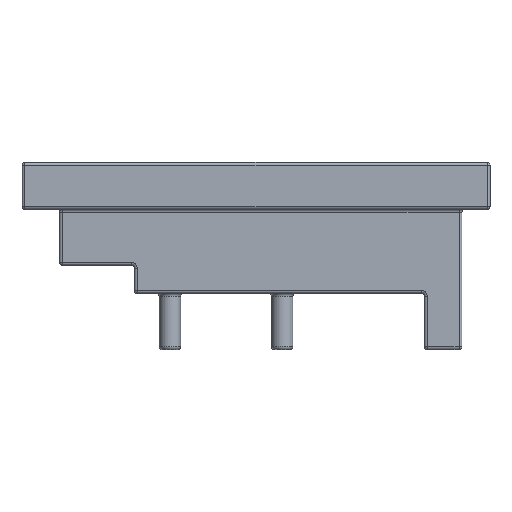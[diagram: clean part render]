
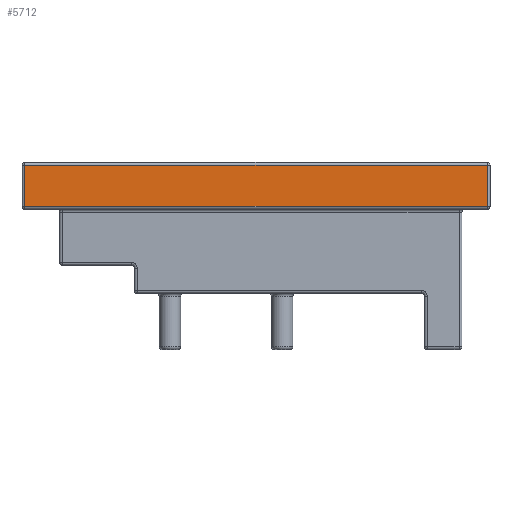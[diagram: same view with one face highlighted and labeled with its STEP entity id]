
A CAD part, front view. The second image highlights one B-rep face of the part: STEP entity #5712.
In plain terms, the highlighted planar face has unit normal (0, -1, 0).
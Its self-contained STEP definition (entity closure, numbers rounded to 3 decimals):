
#1320 = CYLINDRICAL_SURFACE('',#1321,0.3);
#1321 = AXIS2_PLACEMENT_3D('',#1322,#1323,#1324);
#1322 = CARTESIAN_POINT('',(0.3,-32.2,27.5));
#1323 = DIRECTION('',(0.,0.,1.));
#1324 = DIRECTION('',(-1.,0.,0.));
#1532 = CYLINDRICAL_SURFACE('',#1533,0.3);
#1533 = AXIS2_PLACEMENT_3D('',#1534,#1535,#1536);
#1534 = CARTESIAN_POINT('',(50.,-32.2,32.2));
#1535 = DIRECTION('',(-1.,0.,0.));
#1536 = DIRECTION('',(0.,0.,1.));
#2935 = VERTEX_POINT('',#2936);
#2936 = CARTESIAN_POINT('',(0.3,-32.5,27.8));
#2961 = EDGE_CURVE('',#2935,#2962,#2964,.T.);
#2962 = VERTEX_POINT('',#2963);
#2963 = CARTESIAN_POINT('',(0.3,-32.5,32.2));
#2964 = SURFACE_CURVE('',#2965,(#2969,#2976),.PCURVE_S1.);
#2965 = LINE('',#2966,#2967);
#2966 = CARTESIAN_POINT('',(0.3,-32.5,27.5));
#2967 = VECTOR('',#2968,1.);
#2968 = DIRECTION('',(0.,0.,1.));
#2969 = PCURVE('',#1320,#2970);
#2970 = DEFINITIONAL_REPRESENTATION('',(#2971),#2975);
#2971 = LINE('',#2972,#2973);
#2972 = CARTESIAN_POINT('',(1.571,0.));
#2973 = VECTOR('',#2974,1.);
#2974 = DIRECTION('',(0.,1.));
#2975 = ( GEOMETRIC_REPRESENTATION_CONTEXT(2) 
PARAMETRIC_REPRESENTATION_CONTEXT() REPRESENTATION_CONTEXT('2D SPACE',''
  ) );
#2976 = PCURVE('',#2977,#2982);
#2977 = PLANE('',#2978);
#2978 = AXIS2_PLACEMENT_3D('',#2979,#2980,#2981);
#2979 = CARTESIAN_POINT('',(50.,-32.5,12.5));
#2980 = DIRECTION('',(0.,-1.,0.));
#2981 = DIRECTION('',(-1.,0.,0.));
#2982 = DEFINITIONAL_REPRESENTATION('',(#2983),#2987);
#2983 = LINE('',#2984,#2985);
#2984 = CARTESIAN_POINT('',(49.7,-15.));
#2985 = VECTOR('',#2986,1.);
#2986 = DIRECTION('',(0.,-1.));
#2987 = ( GEOMETRIC_REPRESENTATION_CONTEXT(2) 
PARAMETRIC_REPRESENTATION_CONTEXT() REPRESENTATION_CONTEXT('2D SPACE',''
  ) );
#3411 = VERTEX_POINT('',#3412);
#3412 = CARTESIAN_POINT('',(49.7,-32.5,32.2));
#3437 = EDGE_CURVE('',#3411,#2962,#3438,.T.);
#3438 = SURFACE_CURVE('',#3439,(#3443,#3450),.PCURVE_S1.);
#3439 = LINE('',#3440,#3441);
#3440 = CARTESIAN_POINT('',(50.,-32.5,32.2));
#3441 = VECTOR('',#3442,1.);
#3442 = DIRECTION('',(-1.,0.,0.));
#3443 = PCURVE('',#1532,#3444);
#3444 = DEFINITIONAL_REPRESENTATION('',(#3445),#3449);
#3445 = LINE('',#3446,#3447);
#3446 = CARTESIAN_POINT('',(-1.571,0.));
#3447 = VECTOR('',#3448,1.);
#3448 = DIRECTION('',(-0.,1.));
#3449 = ( GEOMETRIC_REPRESENTATION_CONTEXT(2) 
PARAMETRIC_REPRESENTATION_CONTEXT() REPRESENTATION_CONTEXT('2D SPACE',''
  ) );
#3450 = PCURVE('',#2977,#3451);
#3451 = DEFINITIONAL_REPRESENTATION('',(#3452),#3456);
#3452 = LINE('',#3453,#3454);
#3453 = CARTESIAN_POINT('',(0.,-19.7));
#3454 = VECTOR('',#3455,1.);
#3455 = DIRECTION('',(1.,0.));
#3456 = ( GEOMETRIC_REPRESENTATION_CONTEXT(2) 
PARAMETRIC_REPRESENTATION_CONTEXT() REPRESENTATION_CONTEXT('2D SPACE',''
  ) );
#5701 = CYLINDRICAL_SURFACE('',#5702,0.3);
#5702 = AXIS2_PLACEMENT_3D('',#5703,#5704,#5705);
#5703 = CARTESIAN_POINT('',(50.,-32.2,27.8));
#5704 = DIRECTION('',(-1.,0.,0.));
#5705 = DIRECTION('',(0.,-1.,0.));
#5712 = ADVANCED_FACE('',(#5713),#2977,.T.);
#5713 = FACE_BOUND('',#5714,.T.);
#5714 = EDGE_LOOP('',(#5715,#5716,#5717,#5740));
#5715 = ORIENTED_EDGE('',*,*,#3437,.T.);
#5716 = ORIENTED_EDGE('',*,*,#2961,.F.);
#5717 = ORIENTED_EDGE('',*,*,#5718,.F.);
#5718 = EDGE_CURVE('',#5719,#2935,#5721,.T.);
#5719 = VERTEX_POINT('',#5720);
#5720 = CARTESIAN_POINT('',(49.7,-32.5,27.8));
#5721 = SURFACE_CURVE('',#5722,(#5726,#5733),.PCURVE_S1.);
#5722 = LINE('',#5723,#5724);
#5723 = CARTESIAN_POINT('',(50.,-32.5,27.8));
#5724 = VECTOR('',#5725,1.);
#5725 = DIRECTION('',(-1.,0.,0.));
#5726 = PCURVE('',#2977,#5727);
#5727 = DEFINITIONAL_REPRESENTATION('',(#5728),#5732);
#5728 = LINE('',#5729,#5730);
#5729 = CARTESIAN_POINT('',(0.,-15.3));
#5730 = VECTOR('',#5731,1.);
#5731 = DIRECTION('',(1.,0.));
#5732 = ( GEOMETRIC_REPRESENTATION_CONTEXT(2) 
PARAMETRIC_REPRESENTATION_CONTEXT() REPRESENTATION_CONTEXT('2D SPACE',''
  ) );
#5733 = PCURVE('',#5701,#5734);
#5734 = DEFINITIONAL_REPRESENTATION('',(#5735),#5739);
#5735 = LINE('',#5736,#5737);
#5736 = CARTESIAN_POINT('',(-0.,0.));
#5737 = VECTOR('',#5738,1.);
#5738 = DIRECTION('',(-0.,1.));
#5739 = ( GEOMETRIC_REPRESENTATION_CONTEXT(2) 
PARAMETRIC_REPRESENTATION_CONTEXT() REPRESENTATION_CONTEXT('2D SPACE',''
  ) );
#5740 = ORIENTED_EDGE('',*,*,#5741,.T.);
#5741 = EDGE_CURVE('',#5719,#3411,#5742,.T.);
#5742 = SURFACE_CURVE('',#5743,(#5747,#5754),.PCURVE_S1.);
#5743 = LINE('',#5744,#5745);
#5744 = CARTESIAN_POINT('',(49.7,-32.5,27.5));
#5745 = VECTOR('',#5746,1.);
#5746 = DIRECTION('',(0.,0.,1.));
#5747 = PCURVE('',#2977,#5748);
#5748 = DEFINITIONAL_REPRESENTATION('',(#5749),#5753);
#5749 = LINE('',#5750,#5751);
#5750 = CARTESIAN_POINT('',(0.3,-15.));
#5751 = VECTOR('',#5752,1.);
#5752 = DIRECTION('',(0.,-1.));
#5753 = ( GEOMETRIC_REPRESENTATION_CONTEXT(2) 
PARAMETRIC_REPRESENTATION_CONTEXT() REPRESENTATION_CONTEXT('2D SPACE',''
  ) );
#5754 = PCURVE('',#5755,#5760);
#5755 = CYLINDRICAL_SURFACE('',#5756,0.3);
#5756 = AXIS2_PLACEMENT_3D('',#5757,#5758,#5759);
#5757 = CARTESIAN_POINT('',(49.7,-32.2,27.5));
#5758 = DIRECTION('',(0.,0.,1.));
#5759 = DIRECTION('',(1.,0.,-0.));
#5760 = DEFINITIONAL_REPRESENTATION('',(#5761),#5765);
#5761 = LINE('',#5762,#5763);
#5762 = CARTESIAN_POINT('',(-1.571,0.));
#5763 = VECTOR('',#5764,1.);
#5764 = DIRECTION('',(-0.,1.));
#5765 = ( GEOMETRIC_REPRESENTATION_CONTEXT(2) 
PARAMETRIC_REPRESENTATION_CONTEXT() REPRESENTATION_CONTEXT('2D SPACE',''
  ) );
